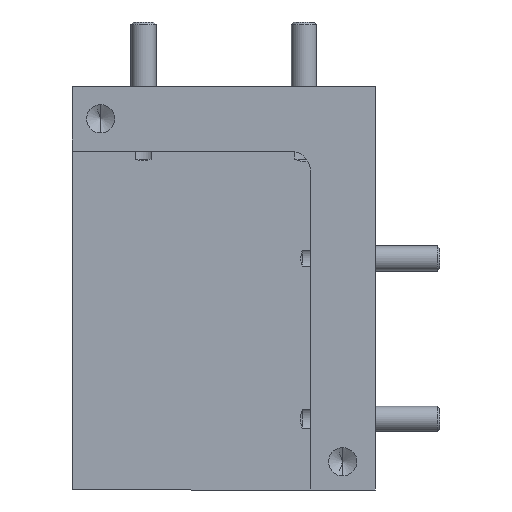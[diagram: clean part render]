
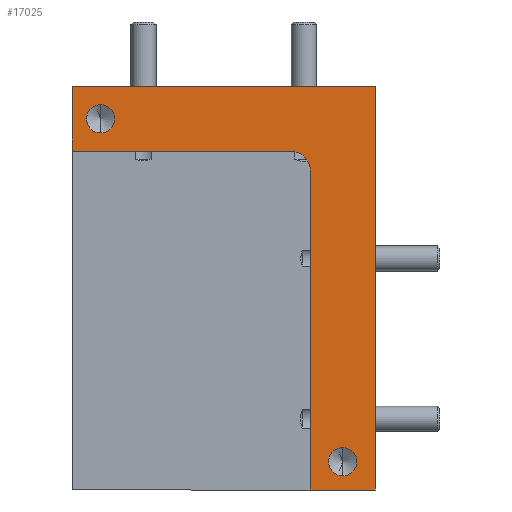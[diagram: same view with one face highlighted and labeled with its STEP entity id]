
A CAD part, front view. The second image highlights one B-rep face of the part: STEP entity #17025.
In plain terms, the highlighted planar face has unit normal (0, -1, 0).
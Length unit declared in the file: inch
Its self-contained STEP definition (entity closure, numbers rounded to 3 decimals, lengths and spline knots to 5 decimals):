
#662 = CIRCLE ( 'NONE', #11127, 0.05 ) ;
#858 = CARTESIAN_POINT ( 'NONE',  ( -0.02426, 0.36848, 1.24823 ) ) ;
#926 = DIRECTION ( 'NONE',  ( 0., 0., -1. ) ) ;
#956 = FACE_BOUND ( 'NONE', #9104, .T. ) ;
#1048 = CARTESIAN_POINT ( 'NONE',  ( 0.65574, 0.36848, 1.29323 ) ) ;
#1066 = CARTESIAN_POINT ( 'NONE',  ( -0.09426, 0.36848, 1.13323 ) ) ;
#1152 = EDGE_LOOP ( 'NONE', ( #3093, #12397 ) ) ;
#1165 = CARTESIAN_POINT ( 'NONE',  ( 0.65574, 0.36848, 0.29323 ) ) ;
#1188 = CARTESIAN_POINT ( 'NONE',  ( -0.02426, 0.36848, 1.17823 ) ) ;
#1468 = DIRECTION ( 'NONE',  ( 0., 0., 1. ) ) ;
#1499 = VERTEX_POINT ( 'NONE', #14941 ) ;
#1532 = CARTESIAN_POINT ( 'NONE',  ( 0.49574, 0.36848, 1.08323 ) ) ;
#1618 = ORIENTED_EDGE ( 'NONE', *, *, #12718, .F. ) ;
#1789 = CARTESIAN_POINT ( 'NONE',  ( -0.09426, 0.36848, 1.29323 ) ) ;
#1833 = CARTESIAN_POINT ( 'NONE',  ( -0.02426, 0.36848, 1.21323 ) ) ;
#1966 = CARTESIAN_POINT ( 'NONE',  ( 0.65574, 0.36848, 1.29323 ) ) ;
#2034 = VECTOR ( 'NONE', #13261, 39.37008 ) ;
#2255 = CARTESIAN_POINT ( 'NONE',  ( 0.44574, 0.36848, 1.13323 ) ) ;
#2285 = EDGE_CURVE ( 'NONE', #17358, #16068, #15448, .T. ) ;
#2830 = ORIENTED_EDGE ( 'NONE', *, *, #6890, .F. ) ;
#2970 = DIRECTION ( 'NONE',  ( 0., 0., -1. ) ) ;
#3093 = ORIENTED_EDGE ( 'NONE', *, *, #9073, .F. ) ;
#3366 = VECTOR ( 'NONE', #1468, 39.37008 ) ;
#3386 = CARTESIAN_POINT ( 'NONE',  ( 0.49574, 0.36848, 1.13323 ) ) ;
#3732 = CARTESIAN_POINT ( 'NONE',  ( 0.44574, 0.36848, 1.08323 ) ) ;
#4121 = CIRCLE ( 'NONE', #14241, 0.035 ) ;
#4162 = ORIENTED_EDGE ( 'NONE', *, *, #14870, .F. ) ;
#4183 = CIRCLE ( 'NONE', #14025, 0.035 ) ;
#4790 = LINE ( 'NONE', #15531, #17142 ) ;
#4855 = DIRECTION ( 'NONE',  ( 0., 1., 0. ) ) ;
#5031 = VERTEX_POINT ( 'NONE', #14222 ) ;
#5225 = DIRECTION ( 'NONE',  ( 0., 0., 1. ) ) ;
#5371 = CARTESIAN_POINT ( 'NONE',  ( 0.57574, 0.36848, 0.36323 ) ) ;
#5442 = ORIENTED_EDGE ( 'NONE', *, *, #14552, .T. ) ;
#5476 = CARTESIAN_POINT ( 'NONE',  ( 0.57574, 0.36848, 0.39823 ) ) ;
#5562 = VERTEX_POINT ( 'NONE', #858 ) ;
#5644 = DIRECTION ( 'NONE',  ( -1., 0., 0. ) ) ;
#5718 = CARTESIAN_POINT ( 'NONE',  ( 0.49574, 0.36848, 0.29323 ) ) ;
#5739 = VECTOR ( 'NONE', #5644, 39.37008 ) ;
#6159 = ORIENTED_EDGE ( 'NONE', *, *, #13819, .F. ) ;
#6616 = ORIENTED_EDGE ( 'NONE', *, *, #14114, .F. ) ;
#6890 = EDGE_CURVE ( 'NONE', #8719, #13565, #10009, .T. ) ;
#7229 = CARTESIAN_POINT ( 'NONE',  ( 0.65574, 0.36848, 0.29323 ) ) ;
#7262 = AXIS2_PLACEMENT_3D ( 'NONE', #1048, #4855, #17108 ) ;
#7365 = DIRECTION ( 'NONE',  ( 1., 0., 0. ) ) ;
#7532 = DIRECTION ( 'NONE',  ( 0., 0., -1. ) ) ;
#8420 = LINE ( 'NONE', #1789, #12672 ) ;
#8719 = VERTEX_POINT ( 'NONE', #1165 ) ;
#8939 = PLANE ( 'NONE',  #7262 ) ;
#9032 = FACE_BOUND ( 'NONE', #1152, .T. ) ;
#9053 = CIRCLE ( 'NONE', #16626, 0.035 ) ;
#9073 = EDGE_CURVE ( 'NONE', #11027, #5562, #9053, .T. ) ;
#9082 = EDGE_LOOP ( 'NONE', ( #6159, #11543, #5442, #9845, #2830, #1618, #10016 ) ) ;
#9104 = EDGE_LOOP ( 'NONE', ( #4162, #6616 ) ) ;
#9137 = DIRECTION ( 'NONE',  ( 0., 1., 0. ) ) ;
#9285 = DIRECTION ( 'NONE',  ( 0., -1., 0. ) ) ;
#9328 = EDGE_CURVE ( 'NONE', #13565, #9587, #17409, .T. ) ;
#9370 = DIRECTION ( 'NONE',  ( 0., 0., -1. ) ) ;
#9587 = VERTEX_POINT ( 'NONE', #1532 ) ;
#9845 = ORIENTED_EDGE ( 'NONE', *, *, #9328, .F. ) ;
#10009 = LINE ( 'NONE', #7229, #5739 ) ;
#10016 = ORIENTED_EDGE ( 'NONE', *, *, #11874, .F. ) ;
#11027 = VERTEX_POINT ( 'NONE', #1188 ) ;
#11127 = AXIS2_PLACEMENT_3D ( 'NONE', #3732, #9137, #5225 ) ;
#11504 = LINE ( 'NONE', #1966, #15139 ) ;
#11543 = ORIENTED_EDGE ( 'NONE', *, *, #2285, .F. ) ;
#11745 = FACE_OUTER_BOUND ( 'NONE', #9082, .T. ) ;
#11874 = EDGE_CURVE ( 'NONE', #1499, #5031, #11504, .T. ) ;
#12242 = EDGE_CURVE ( 'NONE', #5562, #11027, #4183, .T. ) ;
#12297 = DIRECTION ( 'NONE',  ( 0., 0., 1. ) ) ;
#12356 = VERTEX_POINT ( 'NONE', #14481 ) ;
#12397 = ORIENTED_EDGE ( 'NONE', *, *, #12242, .F. ) ;
#12672 = VECTOR ( 'NONE', #12297, 39.37008 ) ;
#12718 = EDGE_CURVE ( 'NONE', #5031, #8719, #4790, .T. ) ;
#13021 = DIRECTION ( 'NONE',  ( 0., -1., 0. ) ) ;
#13082 = CIRCLE ( 'NONE', #14781, 0.035 ) ;
#13261 = DIRECTION ( 'NONE',  ( -1., 0., 0. ) ) ;
#13387 = VERTEX_POINT ( 'NONE', #5476 ) ;
#13531 = CARTESIAN_POINT ( 'NONE',  ( 0.49574, 0.36848, 0.29323 ) ) ;
#13565 = VERTEX_POINT ( 'NONE', #5718 ) ;
#13717 = CARTESIAN_POINT ( 'NONE',  ( -0.02426, 0.36848, 1.21323 ) ) ;
#13819 = EDGE_CURVE ( 'NONE', #16068, #1499, #8420, .T. ) ;
#14025 = AXIS2_PLACEMENT_3D ( 'NONE', #13717, #9285, #2970 ) ;
#14114 = EDGE_CURVE ( 'NONE', #13387, #12356, #4121, .T. ) ;
#14222 = CARTESIAN_POINT ( 'NONE',  ( 0.65574, 0.36848, 1.29323 ) ) ;
#14241 = AXIS2_PLACEMENT_3D ( 'NONE', #14344, #13021, #926 ) ;
#14344 = CARTESIAN_POINT ( 'NONE',  ( 0.57574, 0.36848, 0.36323 ) ) ;
#14481 = CARTESIAN_POINT ( 'NONE',  ( 0.57574, 0.36848, 0.32823 ) ) ;
#14552 = EDGE_CURVE ( 'NONE', #17358, #9587, #662, .T. ) ;
#14781 = AXIS2_PLACEMENT_3D ( 'NONE', #5371, #16018, #9370 ) ;
#14870 = EDGE_CURVE ( 'NONE', #12356, #13387, #13082, .T. ) ;
#14941 = CARTESIAN_POINT ( 'NONE',  ( -0.09426, 0.36848, 1.29323 ) ) ;
#15139 = VECTOR ( 'NONE', #7365, 39.37008 ) ;
#15448 = LINE ( 'NONE', #3386, #2034 ) ;
#15531 = CARTESIAN_POINT ( 'NONE',  ( 0.65574, 0.36848, 1.29323 ) ) ;
#15648 = DIRECTION ( 'NONE',  ( 0., -1., 0. ) ) ;
#16018 = DIRECTION ( 'NONE',  ( 0., -1., 0. ) ) ;
#16068 = VERTEX_POINT ( 'NONE', #1066 ) ;
#16626 = AXIS2_PLACEMENT_3D ( 'NONE', #1833, #15648, #17152 ) ;
#17025 = ADVANCED_FACE ( 'NONE', ( #9032, #956, #11745 ), #8939, .F. ) ;
#17108 = DIRECTION ( 'NONE',  ( 0., 0., 1. ) ) ;
#17142 = VECTOR ( 'NONE', #7532, 39.37008 ) ;
#17152 = DIRECTION ( 'NONE',  ( 0., 0., -1. ) ) ;
#17358 = VERTEX_POINT ( 'NONE', #2255 ) ;
#17409 = LINE ( 'NONE', #13531, #3366 ) ;
